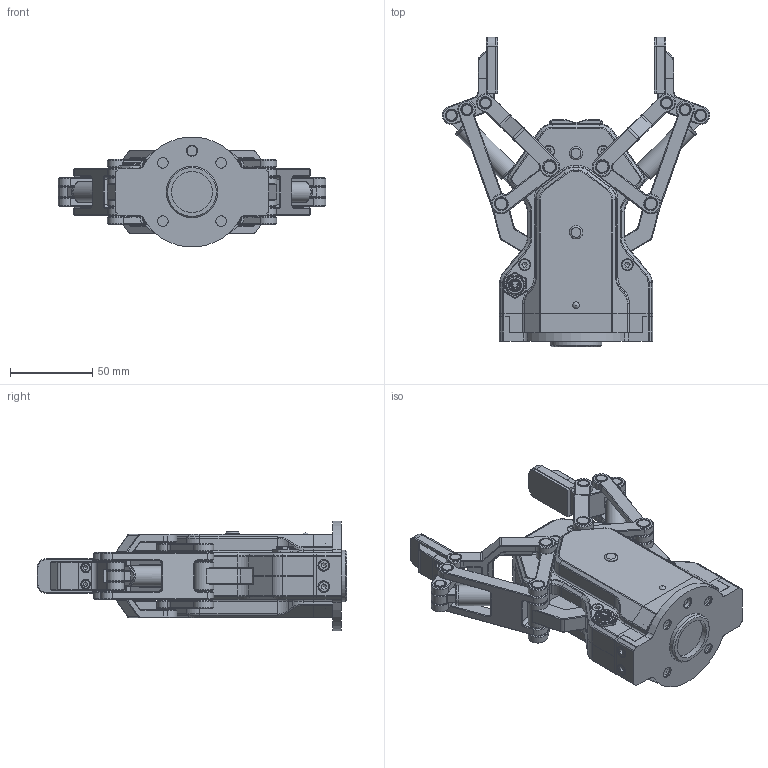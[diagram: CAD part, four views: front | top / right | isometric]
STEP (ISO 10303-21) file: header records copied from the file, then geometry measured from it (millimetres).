
FILE_DESCRIPTION (( 'STEP AP203' ), '1' );
FILE_NAME ('AG95-潠眢耀倰.STEP', '2020-09-22T02:59:41', ( '' ), ( '' ), 'SwSTEP 2.0', 'SolidWorks 2016', '' );
FILE_SCHEMA (( 'CONFIG_CONTROL_DESIGN' ));
Length unit declared in the file: millimetre
Products named in the file (36): A; hexagon socket head cap screws gb; F; C; hexagon socket head cap screws gb_GB_FASTENER_SCREWS_HSHCS M3X6-N; G; AG95-潠眢耀倰; E; H; FLANGE; hexagon socket head cap screws gb_GB_FASTENER_SCREWS_HSHCS M4X8-N; D; B
Assembly tree (24 placements, depth 2):
  hexagon socket head cap screws gb
  hexagon socket head cap screws gb
  G
  AG95-潠眢耀倰
    A
    F  x2
    H  x2
    E  x2
    D  x2
    G  x2
    C  x2
    B  x2
    hexagon socket head cap screws gb_GB_FASTENER_SCREWS_HSHCS M3X6-N  x4
    FLANGE
    hexagon socket head cap screws gb_GB_FASTENER_SCREWS_HSHCS M4X8-N  x4
  hexagon socket head cap screws gb
Bounding box: 162.35 x 188.14 x 66.77 mm (x, y, z)
Volume: 124111.5 mm3; surface area: 120521.9 mm2
Topology: 25 solids, 39 shells, 2545 faces, 5963 edges, 3612 vertices
Faces by surface type: plane 1209, cylinder 615, cone 460, bspline 166, torus 95
Full cylindrical faces by diameter (mm): 1.1 x4, 1.61 x4, 2.5 x4, 3 x16, 3.2 x4, 3.3 x4, 3.5 x4, 4 x12, 4.2 x12, 5 x4, 5.5 x8, 5.7 x5, 6 x5, 6.5 x33, 7 x13, 7.2 x8, 7.3 x4, 7.388 x2, 7.5 x26, 8.5 x1, 9 x2, 12 x3, 12.2 x4, 12.5 x2, 14 x1, 25 x1, 31.5 x1
Entity records: 73559 total; most frequent: CARTESIAN_POINT 28794, DIRECTION 8548, ORIENTED_EDGE 8193, EDGE_CURVE 4099, AXIS2_PLACEMENT_3D 3083, VERTEX_POINT 2615, VECTOR 2382, LINE 2382
